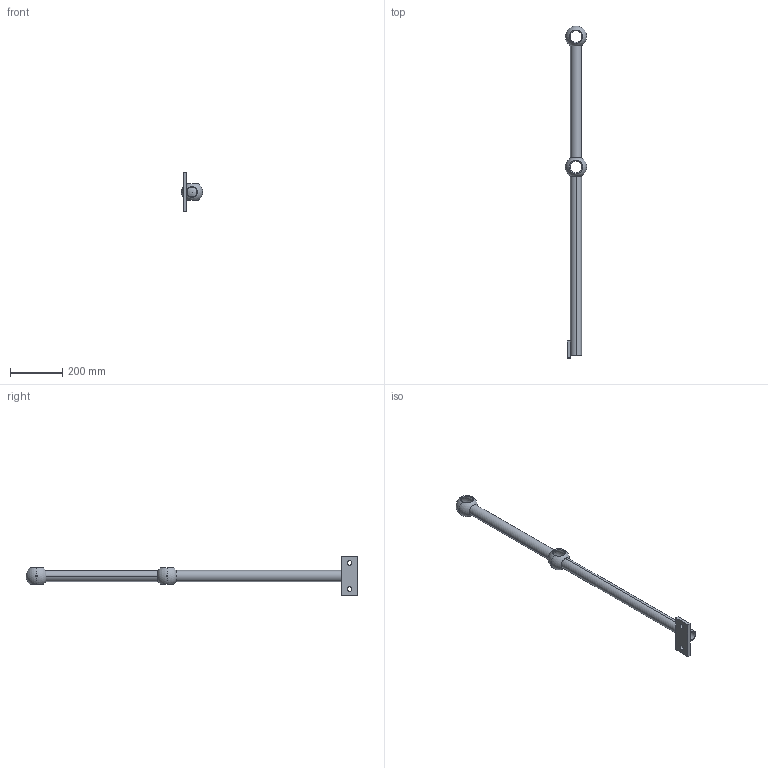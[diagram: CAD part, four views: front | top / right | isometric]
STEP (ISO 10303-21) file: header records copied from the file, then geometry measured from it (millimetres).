
FILE_DESCRIPTION (( 'STEP AP214' ), '1' );
FILE_NAME ('guardrail-standard-gs2-steel-240-yp-500-700-42-82-42-F700110101.STEP', '2021-11-02T10:48:15', ( '' ), ( '' ), 'SwSTEP 2.0', 'SolidWorks 2021', '' );
FILE_SCHEMA (( 'AUTOMOTIVE_DESIGN' ));
Length unit declared in the file: millimetre
Products named in the file (5): guardrail-standard-gs2-steel-240-yp-500-700-42-82-42-F700110101; NEDERSTE GEL鷹DER傕 687; KUGLESTYR; BESLAG FOR OPHÆNG AF GELÆNDER PÅ TRAPPE; ØVERSTE GELÆNDERØR 430
Assembly tree (5 placements, depth 2):
  guardrail-standard-gs2-steel-240-yp-500-700-42-82-42-F700110101
    KUGLESTYR  x2
    NEDERSTE GEL鷹DER傕 687
    ØVERSTE GELÆNDERØR 430
    BESLAG FOR OPHÆNG AF GELÆNDER PÅ TRAPPE
Bounding box: 81.72 x 1273.5 x 150 mm (x, y, z)
Volume: 658889.7 mm3; surface area: 365433.9 mm2
Topology: 5 solids, 5 shells, 46 faces, 136 edges, 80 vertices
Faces by surface type: cylinder 20, plane 10, cone 8, sphere 8
Entity records: 1262 total; most frequent: DIRECTION 212, CARTESIAN_POINT 170, ORIENTED_EDGE 160, AXIS2_PLACEMENT_3D 90, EDGE_CURVE 80, VERTEX_POINT 48, CIRCLE 48, EDGE_LOOP 42
